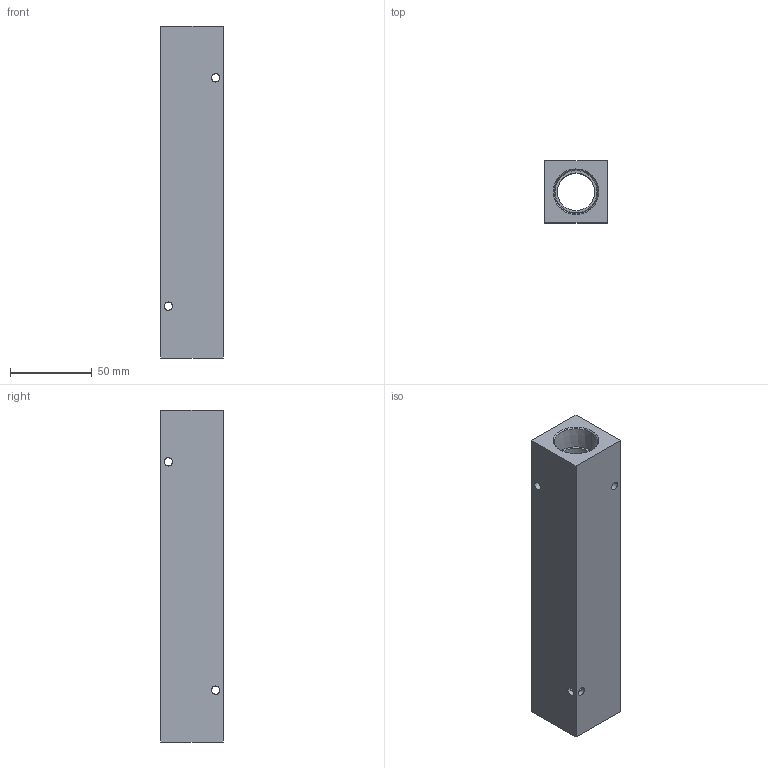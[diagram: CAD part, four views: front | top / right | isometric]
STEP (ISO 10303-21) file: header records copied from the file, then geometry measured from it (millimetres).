
FILE_DESCRIPTION (( 'STEP AP203' ), '1' );
FILE_NAME ('MRA-5FD.step', '2015-12-02T21:09:29', ( '' ), ( '' ), 'SwSTEP 2.0', 'SolidWorks 2015', '' );
FILE_SCHEMA (( 'CONFIG_CONTROL_DESIGN' ));
Length unit declared in the file: inch
Products named in the file (1): MRA-5FD
Bounding box: 38.1 x 38.1 x 203.2 mm (x, y, z)
Volume: 194505.5 mm3; surface area: 50019 mm2
Topology: 1 solids, 1 shells, 64 faces, 166 edges, 102 vertices
Faces by surface type: cone 28, cylinder 18, plane 18
Entity records: 2371 total; most frequent: CARTESIAN_POINT 721, ORIENTED_EDGE 332, DIRECTION 322, EDGE_CURVE 166, AXIS2_PLACEMENT_3D 127, VERTEX_POINT 102, EDGE_LOOP 86, VECTOR 68
